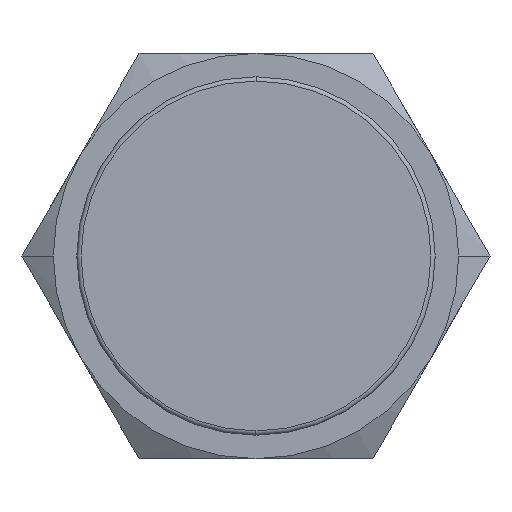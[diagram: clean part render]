
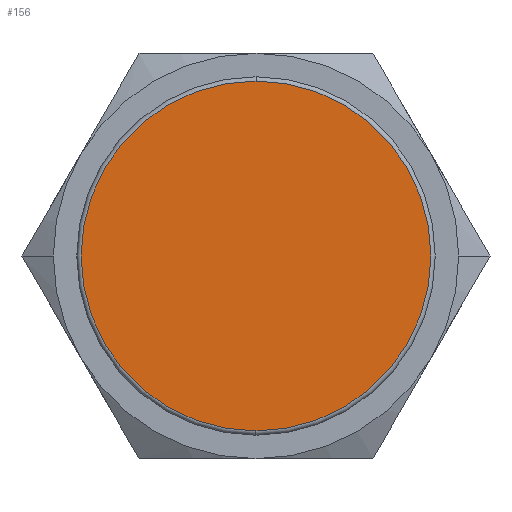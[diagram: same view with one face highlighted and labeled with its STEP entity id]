
A CAD part, front view. The second image highlights one B-rep face of the part: STEP entity #156.
In plain terms, the highlighted planar face has unit normal (0, -1, 0).
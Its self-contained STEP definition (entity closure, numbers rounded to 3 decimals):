
#156=ADVANCED_FACE('',(#383),#384,.T.);
#383=FACE_OUTER_BOUND('',#687,.T.);
#384=PLANE('',#688);
#687=EDGE_LOOP('',(#1064,#1065,#1066));
#688=AXIS2_PLACEMENT_3D('',#1067,#1068,#1069);
#1064=ORIENTED_EDGE('',*,*,#1751,.T.);
#1065=ORIENTED_EDGE('',*,*,#1716,.T.);
#1066=ORIENTED_EDGE('',*,*,#1752,.T.);
#1067=CARTESIAN_POINT('',(0.0,0.0,0.0));
#1068=DIRECTION('',(0.0,-1.0,0.0));
#1069=DIRECTION('',(-1.0,0.0,0.0));
#1716=EDGE_CURVE('',#2015,#2019,#2021,.T.);
#1751=EDGE_CURVE('',#2069,#2015,#2070,.T.);
#1752=EDGE_CURVE('',#2019,#2069,#2071,.T.);
#2015=VERTEX_POINT('',#2432);
#2019=VERTEX_POINT('',#2436);
#2021=CIRCLE('',#2438,8.2);
#2069=VERTEX_POINT('',#2496);
#2070=CIRCLE('',#2497,8.2);
#2071=CIRCLE('',#2498,8.2);
#2432=CARTESIAN_POINT('',(0.,0.0,-8.2));
#2436=CARTESIAN_POINT('',(0.,0.0,8.2));
#2438=AXIS2_PLACEMENT_3D('',#3326,#3327,#3328);
#2496=CARTESIAN_POINT('',(-8.2,0.,0.0));
#2497=AXIS2_PLACEMENT_3D('',#3375,#3376,#3377);
#2498=AXIS2_PLACEMENT_3D('',#3378,#3379,#3380);
#3326=CARTESIAN_POINT('',(0.,0.0,0.0));
#3327=DIRECTION('',(0.0,-1.0,0.0));
#3328=DIRECTION('',(-1.0,0.0,0.0));
#3375=CARTESIAN_POINT('',(0.,0.0,0.0));
#3376=DIRECTION('',(0.0,-1.0,0.0));
#3377=DIRECTION('',(-1.0,0.0,0.0));
#3378=CARTESIAN_POINT('',(0.,0.0,0.0));
#3379=DIRECTION('',(0.0,-1.0,0.0));
#3380=DIRECTION('',(-1.0,0.0,0.0));
